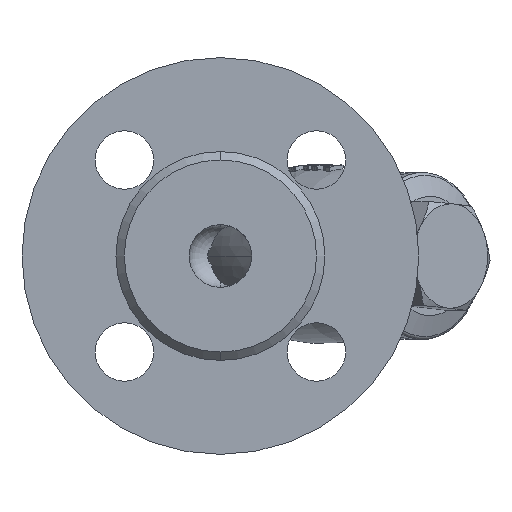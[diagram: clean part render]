
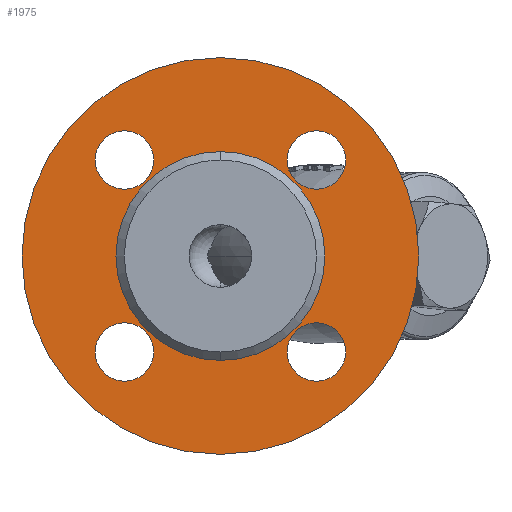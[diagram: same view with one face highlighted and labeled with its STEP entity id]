
A CAD part, left-side view. The second image highlights one B-rep face of the part: STEP entity #1975.
In plain terms, the highlighted planar face has unit normal (-1, 0, 0).
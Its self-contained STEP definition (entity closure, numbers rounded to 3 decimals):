
#213 = CARTESIAN_POINT ( 'NONE',  ( -63., 22.981, -22.981 ) ) ;
#263 = CIRCLE ( 'NONE', #8817, 47.5 ) ;
#276 = CIRCLE ( 'NONE', #7948, 7. ) ;
#510 = DIRECTION ( 'NONE',  ( 0., 0., -1. ) ) ;
#579 = DIRECTION ( 'NONE',  ( 1., 0., 0. ) ) ;
#716 = DIRECTION ( 'NONE',  ( 0., 0., -1. ) ) ;
#777 = CARTESIAN_POINT ( 'NONE',  ( -63., -22.981, 15.981 ) ) ;
#849 = FACE_BOUND ( 'NONE', #6008, .T. ) ;
#1004 = AXIS2_PLACEMENT_3D ( 'NONE', #9246, #5280, #12342 ) ;
#1074 = EDGE_CURVE ( 'NONE', #4298, #5720, #10009, .T. ) ;
#1100 = VERTEX_POINT ( 'NONE', #1959 ) ;
#1310 = CARTESIAN_POINT ( 'NONE',  ( -63., 22.981, 29.981 ) ) ;
#1544 = CIRCLE ( 'NONE', #7234, 7. ) ;
#1959 = CARTESIAN_POINT ( 'NONE',  ( -63., 0., 25. ) ) ;
#1975 = ADVANCED_FACE ( 'NONE', ( #11414, #11154, #8840, #9225, #849, #2987 ), #5956, .F. ) ;
#2037 = CARTESIAN_POINT ( 'NONE',  ( -63., 22.981, -15.981 ) ) ;
#2057 = CARTESIAN_POINT ( 'NONE',  ( -63., 22.981, 22.981 ) ) ;
#2060 = CARTESIAN_POINT ( 'NONE',  ( -63., -22.981, 29.981 ) ) ;
#2197 = ORIENTED_EDGE ( 'NONE', *, *, #4506, .T. ) ;
#2235 = AXIS2_PLACEMENT_3D ( 'NONE', #2057, #3876, #6195 ) ;
#2405 = EDGE_CURVE ( 'NONE', #11200, #5203, #9311, .T. ) ;
#2418 = EDGE_LOOP ( 'NONE', ( #3090, #6108 ) ) ;
#2456 = AXIS2_PLACEMENT_3D ( 'NONE', #3823, #3755, #13154 ) ;
#2837 = AXIS2_PLACEMENT_3D ( 'NONE', #5048, #7998, #9019 ) ;
#2880 = CARTESIAN_POINT ( 'NONE',  ( -63., 0., -25. ) ) ;
#2889 = VERTEX_POINT ( 'NONE', #9659 ) ;
#2963 = AXIS2_PLACEMENT_3D ( 'NONE', #11014, #579, #510 ) ;
#2987 = FACE_BOUND ( 'NONE', #2418, .T. ) ;
#3006 = DIRECTION ( 'NONE',  ( -1., 0., 0. ) ) ;
#3048 = VERTEX_POINT ( 'NONE', #6572 ) ;
#3059 = CIRCLE ( 'NONE', #4297, 7. ) ;
#3090 = ORIENTED_EDGE ( 'NONE', *, *, #2405, .T. ) ;
#3136 = AXIS2_PLACEMENT_3D ( 'NONE', #4172, #3006, #12267 ) ;
#3199 = ORIENTED_EDGE ( 'NONE', *, *, #12367, .T. ) ;
#3297 = ORIENTED_EDGE ( 'NONE', *, *, #11874, .T. ) ;
#3427 = EDGE_CURVE ( 'NONE', #10306, #2889, #3059, .T. ) ;
#3551 = CARTESIAN_POINT ( 'NONE',  ( -63., 0., 0. ) ) ;
#3755 = DIRECTION ( 'NONE',  ( -1., 0., 0. ) ) ;
#3823 = CARTESIAN_POINT ( 'NONE',  ( -63., 0., 0. ) ) ;
#3876 = DIRECTION ( 'NONE',  ( 1., 0., 0. ) ) ;
#3888 = AXIS2_PLACEMENT_3D ( 'NONE', #7174, #4680, #716 ) ;
#4102 = EDGE_LOOP ( 'NONE', ( #3297, #12802 ) ) ;
#4162 = EDGE_CURVE ( 'NONE', #3048, #11006, #11426, .T. ) ;
#4172 = CARTESIAN_POINT ( 'NONE',  ( -63., 0., 0. ) ) ;
#4288 = EDGE_CURVE ( 'NONE', #12859, #7089, #13362, .T. ) ;
#4297 = AXIS2_PLACEMENT_3D ( 'NONE', #9769, #12793, #10797 ) ;
#4298 = VERTEX_POINT ( 'NONE', #777 ) ;
#4506 = EDGE_CURVE ( 'NONE', #11006, #3048, #263, .T. ) ;
#4543 = EDGE_CURVE ( 'NONE', #6076, #1100, #4676, .T. ) ;
#4606 = DIRECTION ( 'NONE',  ( 0., 0., -1. ) ) ;
#4676 = CIRCLE ( 'NONE', #2456, 25. ) ;
#4680 = DIRECTION ( 'NONE',  ( 1., 0., 0. ) ) ;
#4890 = EDGE_CURVE ( 'NONE', #7089, #12859, #13415, .T. ) ;
#5048 = CARTESIAN_POINT ( 'NONE',  ( -63., 22.981, 22.981 ) ) ;
#5203 = VERTEX_POINT ( 'NONE', #13319 ) ;
#5280 = DIRECTION ( 'NONE',  ( 1., 0., 0. ) ) ;
#5595 = DIRECTION ( 'NONE',  ( 1., 0., 0. ) ) ;
#5720 = VERTEX_POINT ( 'NONE', #2060 ) ;
#5772 = EDGE_CURVE ( 'NONE', #5203, #11200, #276, .T. ) ;
#5900 = DIRECTION ( 'NONE',  ( 1., 0., 0. ) ) ;
#5956 = PLANE ( 'NONE',  #3888 ) ;
#6008 = EDGE_LOOP ( 'NONE', ( #3199, #11770 ) ) ;
#6016 = DIRECTION ( 'NONE',  ( 0., 0., 1. ) ) ;
#6076 = VERTEX_POINT ( 'NONE', #2880 ) ;
#6108 = ORIENTED_EDGE ( 'NONE', *, *, #5772, .T. ) ;
#6118 = ORIENTED_EDGE ( 'NONE', *, *, #7458, .F. ) ;
#6195 = DIRECTION ( 'NONE',  ( 0., 0., -1. ) ) ;
#6390 = DIRECTION ( 'NONE',  ( 0., 0., -1. ) ) ;
#6572 = CARTESIAN_POINT ( 'NONE',  ( -63., 0., -47.5 ) ) ;
#7089 = VERTEX_POINT ( 'NONE', #1310 ) ;
#7150 = ORIENTED_EDGE ( 'NONE', *, *, #4162, .T. ) ;
#7174 = CARTESIAN_POINT ( 'NONE',  ( -63., 0., 0. ) ) ;
#7234 = AXIS2_PLACEMENT_3D ( 'NONE', #13100, #5900, #4606 ) ;
#7458 = EDGE_CURVE ( 'NONE', #1100, #6076, #8177, .T. ) ;
#7948 = AXIS2_PLACEMENT_3D ( 'NONE', #213, #5595, #11609 ) ;
#7998 = DIRECTION ( 'NONE',  ( 1., 0., 0. ) ) ;
#8177 = CIRCLE ( 'NONE', #3136, 25. ) ;
#8378 = ORIENTED_EDGE ( 'NONE', *, *, #4543, .F. ) ;
#8651 = EDGE_LOOP ( 'NONE', ( #2197, #7150 ) ) ;
#8817 = AXIS2_PLACEMENT_3D ( 'NONE', #12542, #11515, #10491 ) ;
#8840 = FACE_BOUND ( 'NONE', #12815, .T. ) ;
#8957 = CARTESIAN_POINT ( 'NONE',  ( -63., -22.981, -29.981 ) ) ;
#9019 = DIRECTION ( 'NONE',  ( 0., 0., -1. ) ) ;
#9225 = FACE_BOUND ( 'NONE', #4102, .T. ) ;
#9246 = CARTESIAN_POINT ( 'NONE',  ( -63., -22.981, 22.981 ) ) ;
#9311 = CIRCLE ( 'NONE', #2963, 7. ) ;
#9659 = CARTESIAN_POINT ( 'NONE',  ( -63., -22.981, -15.981 ) ) ;
#9769 = CARTESIAN_POINT ( 'NONE',  ( -63., -22.981, -22.981 ) ) ;
#10009 = CIRCLE ( 'NONE', #1004, 7. ) ;
#10219 = ORIENTED_EDGE ( 'NONE', *, *, #4890, .T. ) ;
#10306 = VERTEX_POINT ( 'NONE', #8957 ) ;
#10312 = CIRCLE ( 'NONE', #11183, 7. ) ;
#10491 = DIRECTION ( 'NONE',  ( 0., 0., 1. ) ) ;
#10498 = CARTESIAN_POINT ( 'NONE',  ( -63., -22.981, 22.981 ) ) ;
#10797 = DIRECTION ( 'NONE',  ( 0., 0., -1. ) ) ;
#11006 = VERTEX_POINT ( 'NONE', #13448 ) ;
#11014 = CARTESIAN_POINT ( 'NONE',  ( -63., 22.981, -22.981 ) ) ;
#11154 = FACE_OUTER_BOUND ( 'NONE', #8651, .T. ) ;
#11183 = AXIS2_PLACEMENT_3D ( 'NONE', #10498, #12765, #6390 ) ;
#11200 = VERTEX_POINT ( 'NONE', #2037 ) ;
#11211 = AXIS2_PLACEMENT_3D ( 'NONE', #3551, #12042, #6016 ) ;
#11393 = CARTESIAN_POINT ( 'NONE',  ( -63., 22.981, 15.981 ) ) ;
#11414 = FACE_BOUND ( 'NONE', #12285, .T. ) ;
#11426 = CIRCLE ( 'NONE', #11211, 47.5 ) ;
#11515 = DIRECTION ( 'NONE',  ( -1., 0., 0. ) ) ;
#11609 = DIRECTION ( 'NONE',  ( 0., 0., -1. ) ) ;
#11770 = ORIENTED_EDGE ( 'NONE', *, *, #3427, .T. ) ;
#11874 = EDGE_CURVE ( 'NONE', #5720, #4298, #10312, .T. ) ;
#12042 = DIRECTION ( 'NONE',  ( -1., 0., 0. ) ) ;
#12267 = DIRECTION ( 'NONE',  ( 0., 0., 1. ) ) ;
#12285 = EDGE_LOOP ( 'NONE', ( #8378, #6118 ) ) ;
#12342 = DIRECTION ( 'NONE',  ( 0., 0., -1. ) ) ;
#12367 = EDGE_CURVE ( 'NONE', #2889, #10306, #1544, .T. ) ;
#12542 = CARTESIAN_POINT ( 'NONE',  ( -63., 0., 0. ) ) ;
#12765 = DIRECTION ( 'NONE',  ( 1., 0., 0. ) ) ;
#12766 = ORIENTED_EDGE ( 'NONE', *, *, #4288, .T. ) ;
#12793 = DIRECTION ( 'NONE',  ( 1., 0., 0. ) ) ;
#12802 = ORIENTED_EDGE ( 'NONE', *, *, #1074, .T. ) ;
#12815 = EDGE_LOOP ( 'NONE', ( #10219, #12766 ) ) ;
#12859 = VERTEX_POINT ( 'NONE', #11393 ) ;
#13100 = CARTESIAN_POINT ( 'NONE',  ( -63., -22.981, -22.981 ) ) ;
#13154 = DIRECTION ( 'NONE',  ( 0., 0., 1. ) ) ;
#13319 = CARTESIAN_POINT ( 'NONE',  ( -63., 22.981, -29.981 ) ) ;
#13362 = CIRCLE ( 'NONE', #2837, 7. ) ;
#13415 = CIRCLE ( 'NONE', #2235, 7. ) ;
#13448 = CARTESIAN_POINT ( 'NONE',  ( -63., 0., 47.5 ) ) ;
